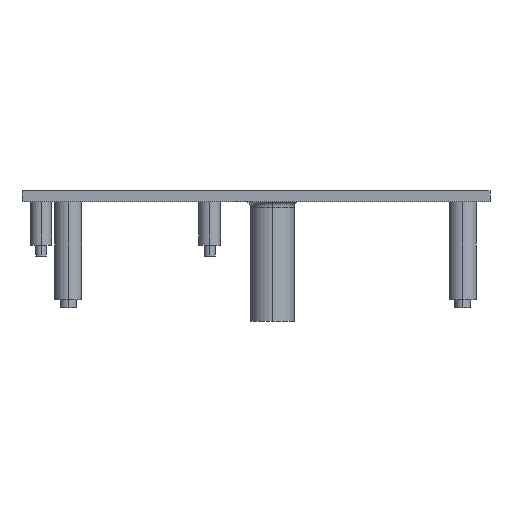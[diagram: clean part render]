
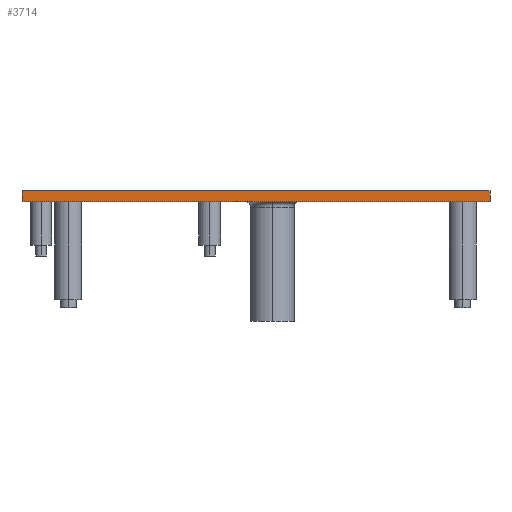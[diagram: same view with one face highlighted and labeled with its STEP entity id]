
A CAD part, left-side view. The second image highlights one B-rep face of the part: STEP entity #3714.
In plain terms, the highlighted planar face has unit normal (-1, 0, 0).
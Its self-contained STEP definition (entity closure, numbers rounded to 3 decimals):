
#196 = FACE_OUTER_BOUND ( 'NONE', #3392, .T. ) ;
#269 = PLANE ( 'NONE',  #2002 ) ;
#351 = CARTESIAN_POINT ( 'NONE',  ( 0., 86., 0. ) ) ;
#477 = CARTESIAN_POINT ( 'NONE',  ( 0., 0., 2. ) ) ;
#623 = ORIENTED_EDGE ( 'NONE', *, *, #1933, .T. ) ;
#1018 = DIRECTION ( 'NONE',  ( 0., 0., -1. ) ) ;
#1268 = ORIENTED_EDGE ( 'NONE', *, *, #5110, .F. ) ;
#1279 = CARTESIAN_POINT ( 'NONE',  ( 0., 0., 0. ) ) ;
#1405 = VERTEX_POINT ( 'NONE', #5228 ) ;
#1430 = EDGE_CURVE ( 'NONE', #1405, #5770, #1950, .T. ) ;
#1505 = CARTESIAN_POINT ( 'NONE',  ( 0., 86., 2. ) ) ;
#1615 = CARTESIAN_POINT ( 'NONE',  ( 0., 0., 2. ) ) ;
#1852 = LINE ( 'NONE', #1279, #3665 ) ;
#1933 = EDGE_CURVE ( 'NONE', #6139, #6864, #5666, .T. ) ;
#1950 = LINE ( 'NONE', #1615, #6165 ) ;
#1984 = LINE ( 'NONE', #477, #5952 ) ;
#2002 = AXIS2_PLACEMENT_3D ( 'NONE', #2448, #5595, #3960 ) ;
#2378 = ORIENTED_EDGE ( 'NONE', *, *, #3040, .T. ) ;
#2385 = CARTESIAN_POINT ( 'NONE',  ( 0., 86., 2. ) ) ;
#2448 = CARTESIAN_POINT ( 'NONE',  ( 0., 0., 2. ) ) ;
#3001 = CARTESIAN_POINT ( 'NONE',  ( 0., 0., 0. ) ) ;
#3040 = EDGE_CURVE ( 'NONE', #6864, #5770, #1852, .T. ) ;
#3392 = EDGE_LOOP ( 'NONE', ( #2378, #4185, #1268, #623 ) ) ;
#3665 = VECTOR ( 'NONE', #6543, 1000. ) ;
#3714 = ADVANCED_FACE ( 'NONE', ( #196 ), #269, .F. ) ;
#3960 = DIRECTION ( 'NONE',  ( 0., 0., -1. ) ) ;
#4185 = ORIENTED_EDGE ( 'NONE', *, *, #1430, .F. ) ;
#4207 = DIRECTION ( 'NONE',  ( 0., 0., -1. ) ) ;
#4917 = VECTOR ( 'NONE', #4207, 1000. ) ;
#5110 = EDGE_CURVE ( 'NONE', #6139, #1405, #1984, .T. ) ;
#5228 = CARTESIAN_POINT ( 'NONE',  ( 0., 0., 2. ) ) ;
#5595 = DIRECTION ( 'NONE',  ( 1., 0., 0. ) ) ;
#5666 = LINE ( 'NONE', #1505, #4917 ) ;
#5770 = VERTEX_POINT ( 'NONE', #3001 ) ;
#5952 = VECTOR ( 'NONE', #6340, 1000. ) ;
#6139 = VERTEX_POINT ( 'NONE', #2385 ) ;
#6165 = VECTOR ( 'NONE', #1018, 1000. ) ;
#6340 = DIRECTION ( 'NONE',  ( 0., -1., 0. ) ) ;
#6543 = DIRECTION ( 'NONE',  ( 0., -1., 0. ) ) ;
#6864 = VERTEX_POINT ( 'NONE', #351 ) ;
